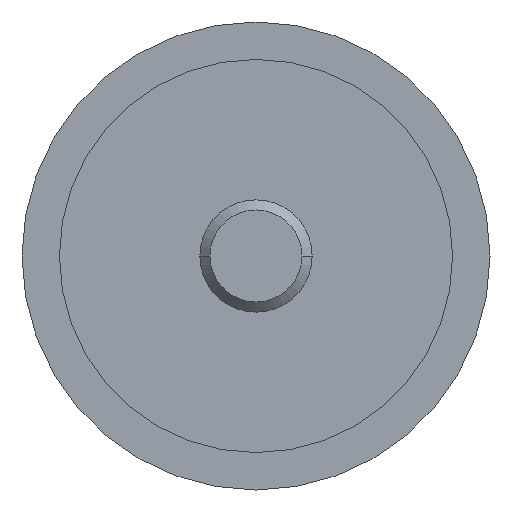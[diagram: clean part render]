
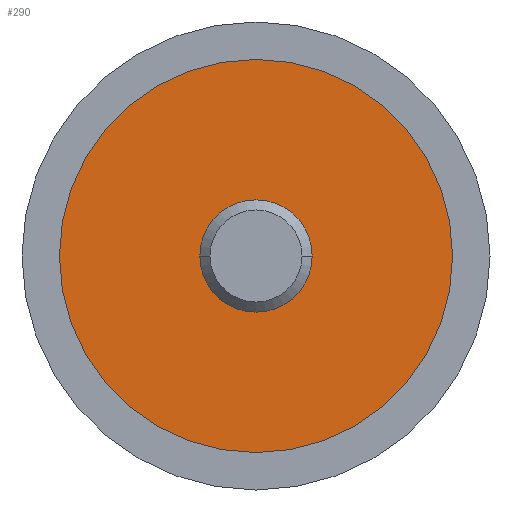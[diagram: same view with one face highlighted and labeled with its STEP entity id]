
A CAD part, front view. The second image highlights one B-rep face of the part: STEP entity #290.
In plain terms, the highlighted planar face has unit normal (0, -1, 0).
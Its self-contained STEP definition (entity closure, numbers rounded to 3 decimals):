
#172=EDGE_CURVE('',#208,#312,#422,.T.);
#178=EDGE_CURVE('',#312,#208,#428,.T.);
#194=EDGE_CURVE('',#328,#350,#449,.T.);
#208=VERTEX_POINT('',#464);
#290=ADVANCED_FACE('',(#557,#558),#559,.T.);
#302=EDGE_CURVE('',#350,#328,#571,.T.);
#312=VERTEX_POINT('',#582);
#328=VERTEX_POINT('',#599);
#350=VERTEX_POINT('',#622);
#422=CIRCLE('',#701,10.5);
#428=CIRCLE('',#709,10.5);
#449=CIRCLE('',#733,3.0);
#464=CARTESIAN_POINT('',(10.5,0.0,0.0));
#557=FACE_BOUND('',#867,.T.);
#558=FACE_OUTER_BOUND('',#868,.T.);
#559=PLANE('',#869);
#571=CIRCLE('',#887,3.0);
#582=CARTESIAN_POINT('',(-10.5,0.0,0.));
#599=CARTESIAN_POINT('',(-3.0,0.0,0.));
#622=CARTESIAN_POINT('',(3.0,0.0,0.));
#701=AXIS2_PLACEMENT_3D('',#1032,#1033,#1034);
#709=AXIS2_PLACEMENT_3D('',#1038,#1039,#1040);
#733=AXIS2_PLACEMENT_3D('',#1079,#1080,#1081);
#867=EDGE_LOOP('',(#1213,#1214));
#868=EDGE_LOOP('',(#1215,#1216));
#869=AXIS2_PLACEMENT_3D('',#1217,#1218,#1219);
#887=AXIS2_PLACEMENT_3D('',#1225,#1226,#1227);
#1032=CARTESIAN_POINT('',(0.0,0.0,0.0));
#1033=DIRECTION('',(0.0,-1.0,0.0));
#1034=DIRECTION('',(1.0,0.0,0.0));
#1038=CARTESIAN_POINT('',(0.0,0.0,0.0));
#1039=DIRECTION('',(0.0,-1.0,0.0));
#1040=DIRECTION('',(1.0,0.0,0.0));
#1079=CARTESIAN_POINT('',(0.0,0.0,0.0));
#1080=DIRECTION('',(-0.0,1.0,0.0));
#1081=DIRECTION('',(1.0,0.0,0.0));
#1213=ORIENTED_EDGE('',*,*,#194,.T.);
#1214=ORIENTED_EDGE('',*,*,#302,.T.);
#1215=ORIENTED_EDGE('',*,*,#172,.T.);
#1216=ORIENTED_EDGE('',*,*,#178,.T.);
#1217=CARTESIAN_POINT('',(0.0,0.0,0.0));
#1218=DIRECTION('',(0.0,-1.0,0.0));
#1219=DIRECTION('',(-1.0,0.0,0.0));
#1225=CARTESIAN_POINT('',(0.0,0.0,0.0));
#1226=DIRECTION('',(-0.0,1.0,0.0));
#1227=DIRECTION('',(1.0,0.0,0.0));
